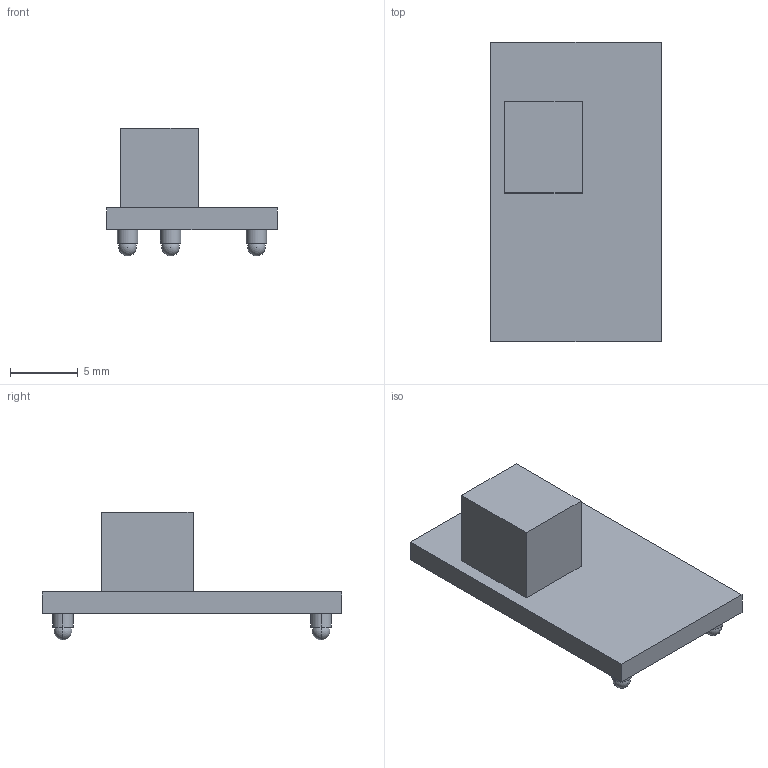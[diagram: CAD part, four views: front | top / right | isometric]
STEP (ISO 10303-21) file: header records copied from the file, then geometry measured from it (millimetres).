
FILE_DESCRIPTION (( 'STEP AP214' ), '1' );
FILE_NAME ('TI_R-PDSS_B4_SMD.STEP', '2023-11-20T20:15:47', ( '' ), ( '' ), 'SwSTEP 2.0', 'SolidWorks 2023', '' );
FILE_SCHEMA (( 'AUTOMOTIVE_DESIGN' ));
Length unit declared in the file: millimetre
Products named in the file (1): TI_R-PDSS_B4_SMD
Bounding box: 12.57 x 22.1 x 9.45 mm (x, y, z)
Volume: 683.8 mm3; surface area: 846.5 mm2
Topology: 2 solids, 2 shells, 31 faces, 82 edges, 55 vertices
Faces by surface type: plane 15, sphere 8, cylinder 8
Entity records: 858 total; most frequent: DIRECTION 156, CARTESIAN_POINT 137, ORIENTED_EDGE 124, EDGE_CURVE 62, AXIS2_PLACEMENT_3D 62, VERTEX_POINT 43, EDGE_LOOP 39, LINE 32
